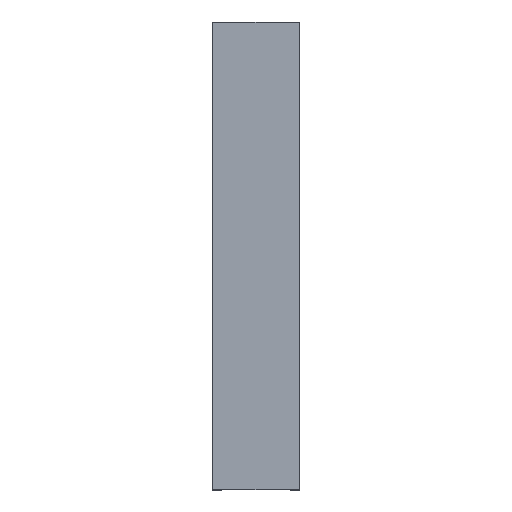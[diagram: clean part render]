
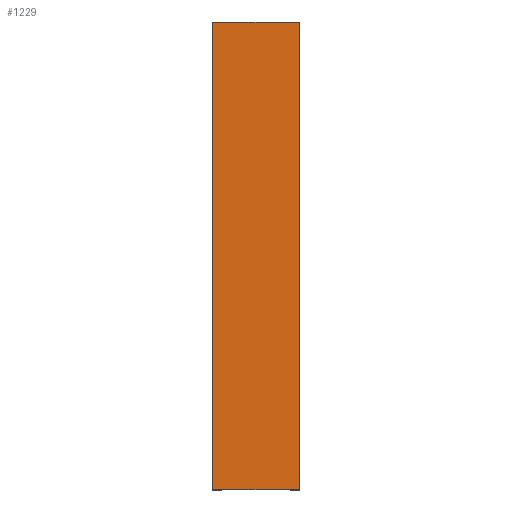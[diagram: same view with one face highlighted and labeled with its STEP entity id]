
A CAD part, front view. The second image highlights one B-rep face of the part: STEP entity #1229.
In plain terms, the highlighted planar face has unit normal (0, -1, 0).
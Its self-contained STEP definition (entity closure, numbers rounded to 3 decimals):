
#164=DIRECTION('',(1.,0.,0.));
#165=VECTOR('',#164,37.);
#166=CARTESIAN_POINT('',(-18.5,-18.5,0.));
#167=LINE('',#166,#165);
#301=DIRECTION('',(1.,0.,0.));
#302=VECTOR('',#301,37.);
#303=CARTESIAN_POINT('',(-18.5,-18.5,200.));
#304=LINE('',#303,#302);
#442=DIRECTION('',(0.,0.,1.));
#443=VECTOR('',#442,200.);
#444=CARTESIAN_POINT('',(18.5,-18.5,0.));
#445=LINE('',#444,#443);
#446=DIRECTION('',(0.,0.,1.));
#447=VECTOR('',#446,200.);
#448=CARTESIAN_POINT('',(-18.5,-18.5,0.));
#449=LINE('',#448,#447);
#510=CARTESIAN_POINT('',(-18.5,-18.5,0.));
#511=CARTESIAN_POINT('',(18.5,-18.5,0.));
#512=VERTEX_POINT('',#510);
#513=VERTEX_POINT('',#511);
#514=CARTESIAN_POINT('',(-18.5,-18.5,200.));
#515=CARTESIAN_POINT('',(18.5,-18.5,200.));
#516=VERTEX_POINT('',#514);
#517=VERTEX_POINT('',#515);
#1217=CARTESIAN_POINT('',(-18.5,-18.5,0.));
#1218=DIRECTION('',(0.,-1.,0.));
#1219=DIRECTION('',(1.,0.,0.));
#1220=AXIS2_PLACEMENT_3D('',#1217,#1218,#1219);
#1221=PLANE('',#1220);
#1222=ORIENTED_EDGE('',*,*,#715,.F.);
#1224=ORIENTED_EDGE('',*,*,#1223,.T.);
#1225=ORIENTED_EDGE('',*,*,#871,.T.);
#1226=ORIENTED_EDGE('',*,*,#1211,.F.);
#1227=EDGE_LOOP('',(#1222,#1224,#1225,#1226));
#1228=FACE_OUTER_BOUND('',#1227,.F.);
#1229=ADVANCED_FACE('',(#1228),#1221,.T.);
#715=EDGE_CURVE('',#512,#513,#167,.T.);
#871=EDGE_CURVE('',#516,#517,#304,.T.);
#1211=EDGE_CURVE('',#513,#517,#445,.T.);
#1223=EDGE_CURVE('',#512,#516,#449,.T.);
